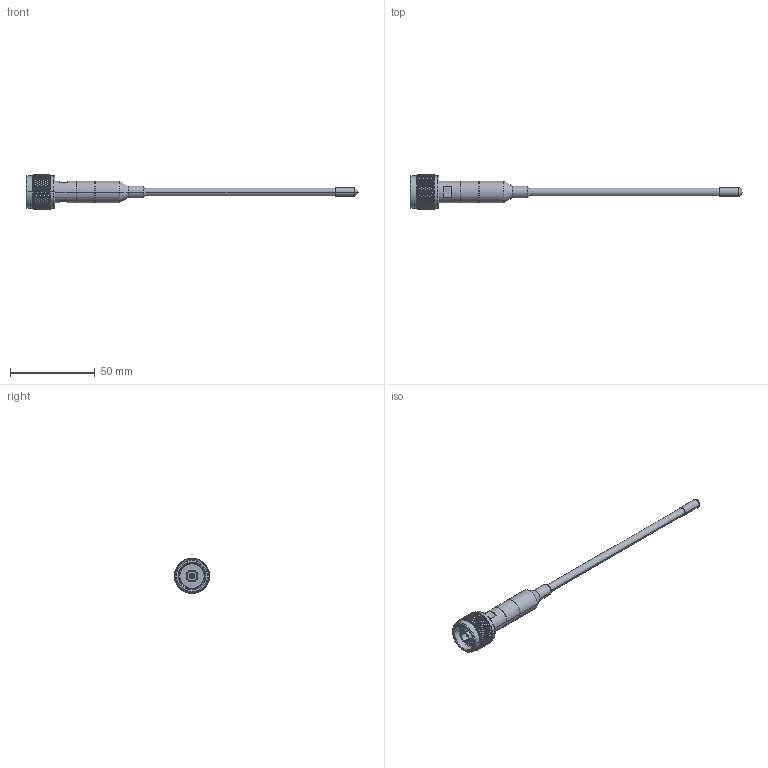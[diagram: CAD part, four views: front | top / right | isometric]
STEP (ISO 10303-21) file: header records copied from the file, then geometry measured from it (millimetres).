
FILE_DESCRIPTION (( 'STEP AP203' ), '1' );
FILE_NAME ('PE51055.step', '2019-05-22T20:50:34', ( '' ), ( '' ), 'SwSTEP 2.0', 'SolidWorks 2018', '' );
FILE_SCHEMA (( 'CONFIG_CONTROL_DESIGN' ));
Products named in the file (1): PE51055
Bounding box: 196 x 20.64 x 20.64 mm (x, y, z)
Volume: 11302.2 mm3; surface area: 6982.7 mm2
Topology: 1 solids, 2 shells, 2430 faces, 5093 edges, 2680 vertices
Faces by surface type: bspline 1883, cylinder 479, plane 37, cone 19, torus 10, sphere 2
Entity records: 92658 total; most frequent: CARTESIAN_POINT 61619, ORIENTED_EDGE 10186, EDGE_CURVE 5093, VERTEX_POINT 2680, EDGE_LOOP 2443, FACE_OUTER_BOUND 2430, ADVANCED_FACE 2430, B_SPLINE_CURVE_WITH_KNOTS 2279
